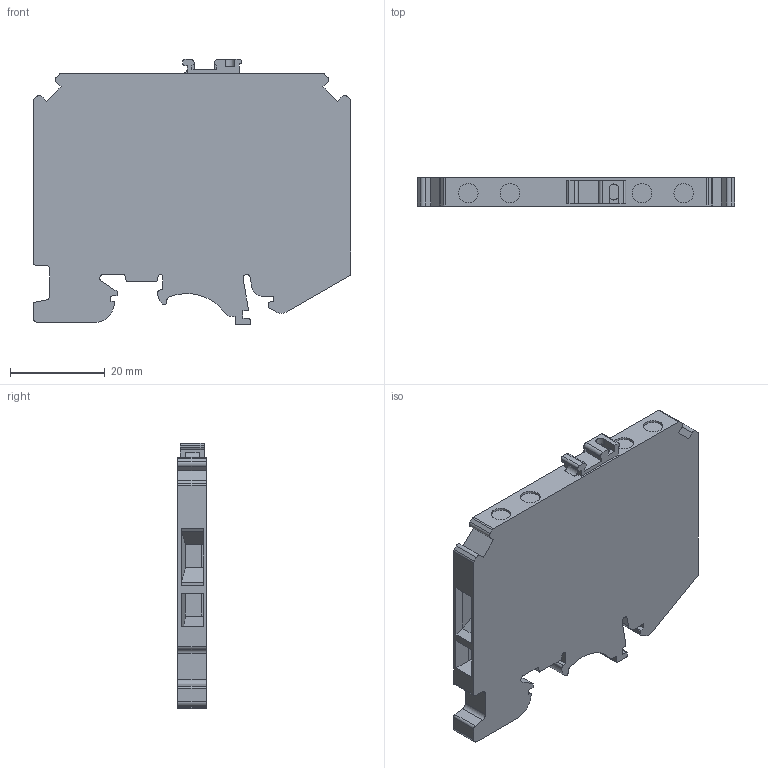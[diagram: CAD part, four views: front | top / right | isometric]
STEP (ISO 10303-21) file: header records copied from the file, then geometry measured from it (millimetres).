
FILE_DESCRIPTION(/* description */ ('Unknown'),/* implementation_level */ '2;1');
FILE_NAME(/* name */ 'KUDT4-2X2_3D_SOLID',/* time_stamp */ '2024-11-18T10:52:23+05:00',/* author */ ('Unknown'),/* organization */ ('Unknown'),/* preprocessor_version */ 'ST-DEVELOPER v16.7',/* originating_system */ 'Solid Edge',/* authorisation */ 'Unknown');
FILE_SCHEMA (('AUTOMOTIVE_DESIGN {1 0 10303 214 3 1 1}'));
Length unit declared in the file: millimetre
Products named in the file (1): KUDT4-2X2_3D_SOLID
Bounding box: 67 x 6 x 56 mm (x, y, z)
Volume: 17084.3 mm3; surface area: 9613.2 mm2
Topology: 1 solids, 1 shells, 175 faces, 492 edges, 326 vertices
Faces by surface type: plane 131, cylinder 44
Full cylindrical faces by diameter (mm): 4.1 x4
Entity records: 6839 total; most frequent: CARTESIAN_POINT 990, ORIENTED_EDGE 976, DIRECTION 928, EDGE_CURVE 488, LINE 400, VECTOR 400, VERTEX_POINT 326, AXIS2_PLACEMENT_3D 264
